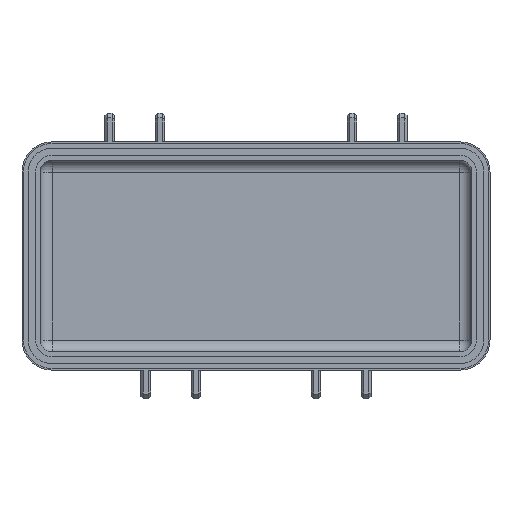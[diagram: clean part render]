
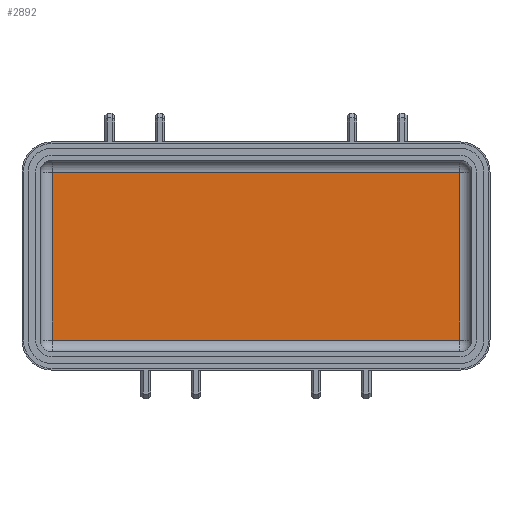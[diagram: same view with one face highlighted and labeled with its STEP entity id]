
A CAD part, top view. The second image highlights one B-rep face of the part: STEP entity #2892.
In plain terms, the highlighted planar face has unit normal (0, 0, 1).
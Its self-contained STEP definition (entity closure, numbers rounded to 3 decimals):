
#354 = VERTEX_POINT ( 'NONE', #941 ) ;
#449 = VECTOR ( 'NONE', #2578, 1000. ) ;
#505 = VERTEX_POINT ( 'NONE', #1853 ) ;
#510 = VERTEX_POINT ( 'NONE', #3758 ) ;
#705 = EDGE_LOOP ( 'NONE', ( #1581, #3611, #1945, #3943 ) ) ;
#737 = EDGE_CURVE ( 'NONE', #5035, #354, #1704, .T. ) ;
#941 = CARTESIAN_POINT ( 'NONE',  ( 85., -35., 3. ) ) ;
#1364 = DIRECTION ( 'NONE',  ( -1., 0., 0. ) ) ;
#1395 = DIRECTION ( 'NONE',  ( -1., 0., 0. ) ) ;
#1581 = ORIENTED_EDGE ( 'NONE', *, *, #737, .T. ) ;
#1588 = CARTESIAN_POINT ( 'NONE',  ( -85., -35., 3. ) ) ;
#1596 = CARTESIAN_POINT ( 'NONE',  ( -85., 35., 3. ) ) ;
#1704 = LINE ( 'NONE', #1588, #449 ) ;
#1790 = LINE ( 'NONE', #5069, #5079 ) ;
#1853 = CARTESIAN_POINT ( 'NONE',  ( -85., 35., 3. ) ) ;
#1933 = DIRECTION ( 'NONE',  ( 0., 1., 0. ) ) ;
#1945 = ORIENTED_EDGE ( 'NONE', *, *, #3338, .T. ) ;
#2287 = FACE_OUTER_BOUND ( 'NONE', #705, .T. ) ;
#2578 = DIRECTION ( 'NONE',  ( 1., 0., 0. ) ) ;
#2723 = VECTOR ( 'NONE', #1933, 1000. ) ;
#2885 = AXIS2_PLACEMENT_3D ( 'NONE', #5135, #3694, #1395 ) ;
#2892 = ADVANCED_FACE ( 'NONE', ( #2287 ), #3665, .F. ) ;
#3045 = CARTESIAN_POINT ( 'NONE',  ( -85., -35., 3. ) ) ;
#3338 = EDGE_CURVE ( 'NONE', #510, #505, #1790, .T. ) ;
#3369 = CARTESIAN_POINT ( 'NONE',  ( 85., 35., 3. ) ) ;
#3611 = ORIENTED_EDGE ( 'NONE', *, *, #5249, .T. ) ;
#3665 = PLANE ( 'NONE',  #2885 ) ;
#3694 = DIRECTION ( 'NONE',  ( 0., 0., -1. ) ) ;
#3758 = CARTESIAN_POINT ( 'NONE',  ( 85., 35., 3. ) ) ;
#3782 = VECTOR ( 'NONE', #4310, 1000. ) ;
#3855 = EDGE_CURVE ( 'NONE', #505, #5035, #3921, .T. ) ;
#3921 = LINE ( 'NONE', #1596, #3782 ) ;
#3943 = ORIENTED_EDGE ( 'NONE', *, *, #3855, .T. ) ;
#4310 = DIRECTION ( 'NONE',  ( 0., -1., 0. ) ) ;
#5035 = VERTEX_POINT ( 'NONE', #3045 ) ;
#5069 = CARTESIAN_POINT ( 'NONE',  ( -85., 35., 3. ) ) ;
#5079 = VECTOR ( 'NONE', #1364, 1000. ) ;
#5135 = CARTESIAN_POINT ( 'NONE',  ( -85., 35., 3. ) ) ;
#5249 = EDGE_CURVE ( 'NONE', #354, #510, #6061, .T. ) ;
#6061 = LINE ( 'NONE', #3369, #2723 ) ;
